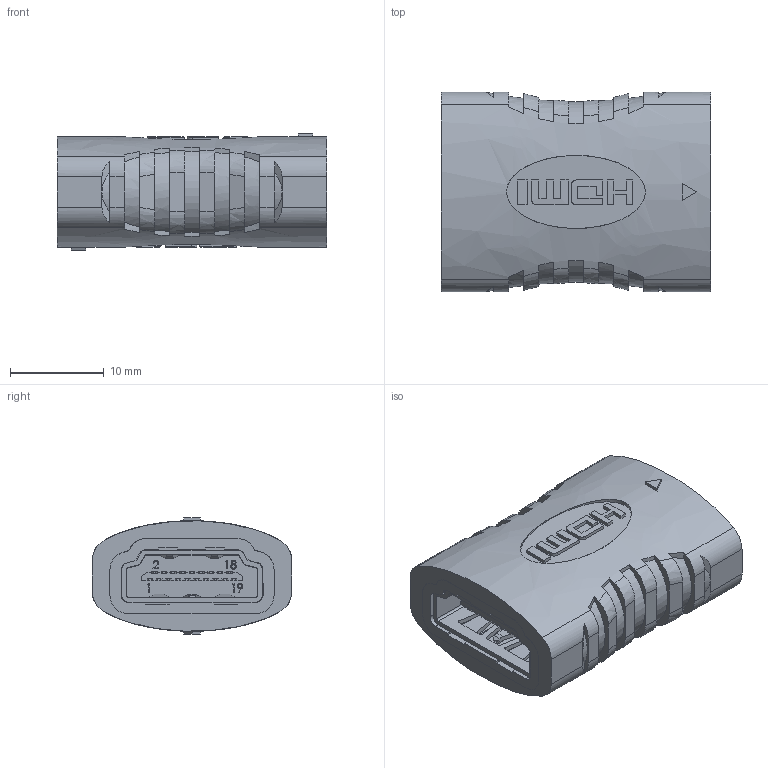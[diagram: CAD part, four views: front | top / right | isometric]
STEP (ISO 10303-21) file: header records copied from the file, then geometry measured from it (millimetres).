
FILE_DESCRIPTION (( 'STEP AP214' ), '1' );
FILE_NAME ('VHC00016.STEP', '2018-04-25T16:54:02', ( '' ), ( '' ), 'SwSTEP 2.0', 'SolidWorks 2017', '' );
FILE_SCHEMA (( 'AUTOMOTIVE_DESIGN' ));
Length unit declared in the file: inch
Products named in the file (5): VHC00016-MA2; VHC00016-MA2-1___; VHC00016-MA2-2___; VHC00016-MA1; VHC00016
Assembly tree (5 placements, depth 3):
  VHC00016
    VHC00016-MA1
    VHC00016-MA2  x2
      VHC00016-MA2-2___
      VHC00016-MA2-1___
Bounding box: 28.8 x 21.3 x 12.4 mm (x, y, z)
Volume: 6223.8 mm3; surface area: 7765.5 mm2
Topology: 9 solids, 9 shells, 1536 faces, 4364 edges, 2850 vertices
Faces by surface type: plane 1100, cylinder 330, bspline 106
Entity records: 36287 total; most frequent: CARTESIAN_POINT 9390, ORIENTED_EDGE 5034, DIRECTION 4041, EDGE_CURVE 2517, LINE 1881, VECTOR 1881, VERTEX_POINT 1649, AXIS2_PLACEMENT_3D 1080
